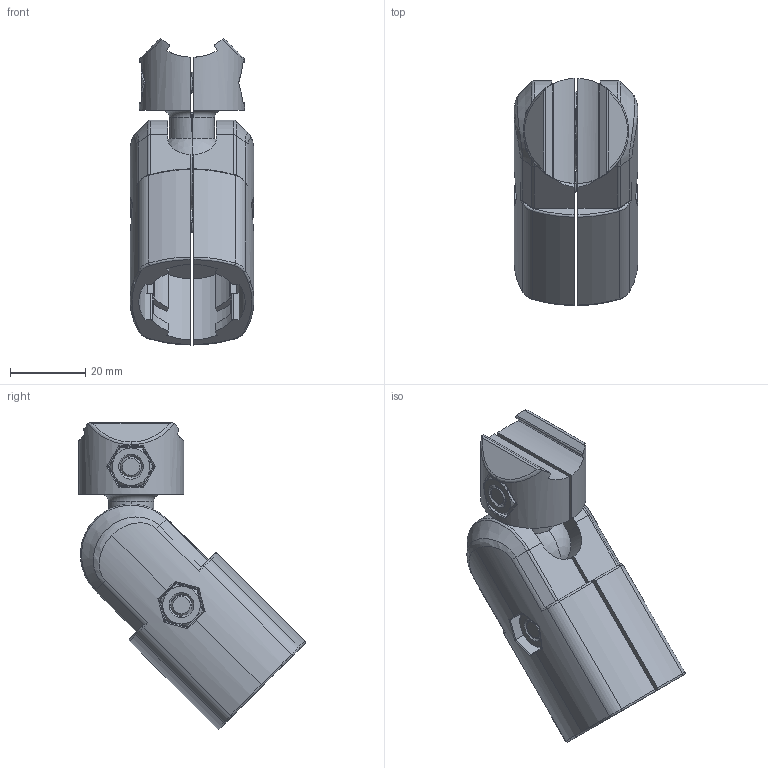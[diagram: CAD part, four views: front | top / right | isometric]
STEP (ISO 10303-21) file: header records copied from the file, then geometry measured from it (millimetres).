
FILE_DESCRIPTION (( 'STEP AP214' ), '1' );
FILE_NAME ('B393 Øàðíèðíî-ïîâîðîòíûé ñîåäèíèòåëü òðóáíûõ ïðîôèëåé íàðóæíûé.STEP', '2024-01-25T07:52:44', ( '' ), ( '' ), 'SwSTEP 2.0', 'SolidWorks 2022', '' );
FILE_SCHEMA (( 'AUTOMOTIVE_DESIGN' ));
Length unit declared in the file: millimetre
Products named in the file (1): B393 Шарнирно-поворотный соединитель трубных профилей наружный
Bounding box: 33 x 60.45 x 81.56 mm (x, y, z)
Volume: 42152 mm3; surface area: 23776.7 mm2
Topology: 8 solids, 8 shells, 648 faces, 1748 edges, 1132 vertices
Faces by surface type: cylinder 226, plane 202, bspline 106, cone 72, torus 34, sphere 8
Entity records: 42137 total; most frequent: CARTESIAN_POINT 20155, ORIENTED_EDGE 3480, DIRECTION 2474, EDGE_CURVE 1740, VERTEX_POINT 1128, AXIS2_PLACEMENT_3D 897, B_SPLINE_CURVE_WITH_KNOTS 706, LINE 680
